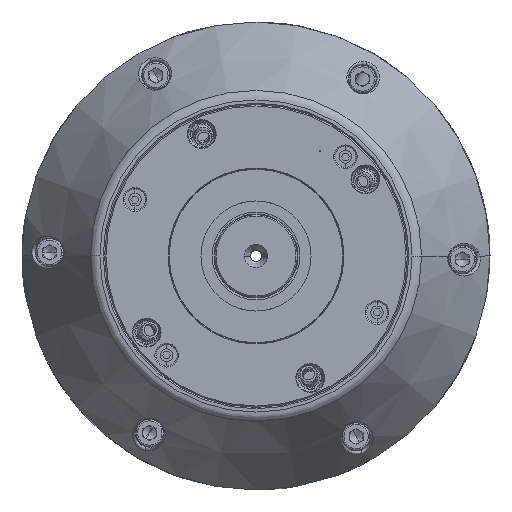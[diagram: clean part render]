
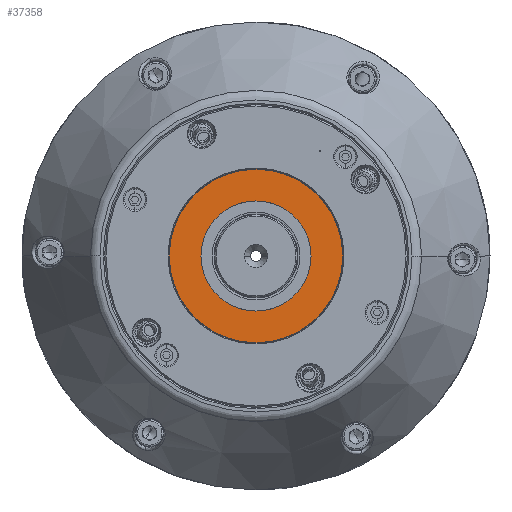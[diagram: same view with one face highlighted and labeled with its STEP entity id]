
A CAD part, left-side view. The second image highlights one B-rep face of the part: STEP entity #37358.
In plain terms, the highlighted planar face has unit normal (-1, 0, 0).
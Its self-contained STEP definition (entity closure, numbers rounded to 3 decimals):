
#639 = CARTESIAN_POINT ( 'NONE',  ( 51., 0., 0. ) ) ;
#641 = DIRECTION ( 'NONE',  ( -1., 0., 0. ) ) ;
#807 = DIRECTION ( 'NONE',  ( 0., 0., 1. ) ) ;
#929 = DIRECTION ( 'NONE',  ( 0., 0., 1. ) ) ;
#1005 = DIRECTION ( 'NONE',  ( -1., 0., 0. ) ) ;
#1031 = CARTESIAN_POINT ( 'NONE',  ( 51., 0., 0. ) ) ;
#5300 = FACE_BOUND ( 'NONE', #17637, .T. ) ;
#5307 = FACE_OUTER_BOUND ( 'NONE', #17673, .T. ) ;
#6625 = EDGE_CURVE ( 'NONE', #28630, #27752, #39194, .T. ) ;
#6628 = EDGE_CURVE ( 'NONE', #28653, #28632, #39202, .T. ) ;
#6641 = EDGE_CURVE ( 'NONE', #28632, #28653, #39236, .T. ) ;
#6655 = EDGE_CURVE ( 'NONE', #27752, #28630, #39129, .T. ) ;
#11982 = CARTESIAN_POINT ( 'NONE',  ( 51., 0., 31.5 ) ) ;
#12576 = CARTESIAN_POINT ( 'NONE',  ( 51., 0., -31.5 ) ) ;
#12578 = CARTESIAN_POINT ( 'NONE',  ( 51., 0., -20. ) ) ;
#12599 = CARTESIAN_POINT ( 'NONE',  ( 51., 0., 20. ) ) ;
#17637 = EDGE_LOOP ( 'NONE', ( #41247, #41339 ) ) ;
#17673 = EDGE_LOOP ( 'NONE', ( #41143, #41303 ) ) ;
#24608 = AXIS2_PLACEMENT_3D ( 'NONE', #36224, #36229, #36230 ) ;
#27497 = AXIS2_PLACEMENT_3D ( 'NONE', #639, #641, #929 ) ;
#27514 = AXIS2_PLACEMENT_3D ( 'NONE', #34369, #34629, #34222 ) ;
#27520 = AXIS2_PLACEMENT_3D ( 'NONE', #35068, #35069, #35071 ) ;
#27556 = AXIS2_PLACEMENT_3D ( 'NONE', #1031, #1005, #807 ) ;
#27752 = VERTEX_POINT ( 'NONE', #11982 ) ;
#28630 = VERTEX_POINT ( 'NONE', #12576 ) ;
#28632 = VERTEX_POINT ( 'NONE', #12578 ) ;
#28653 = VERTEX_POINT ( 'NONE', #12599 ) ;
#34222 = DIRECTION ( 'NONE',  ( 0., 0., 1. ) ) ;
#34369 = CARTESIAN_POINT ( 'NONE',  ( 51., 0., 0. ) ) ;
#34629 = DIRECTION ( 'NONE',  ( -1., 0., 0. ) ) ;
#35068 = CARTESIAN_POINT ( 'NONE',  ( 51., 0., 0. ) ) ;
#35069 = DIRECTION ( 'NONE',  ( -1., 0., 0. ) ) ;
#35071 = DIRECTION ( 'NONE',  ( 0., 0., 1. ) ) ;
#36224 = CARTESIAN_POINT ( 'NONE',  ( 51., 31.5, 0. ) ) ;
#36227 = PLANE ( 'NONE',  #24608 ) ;
#36229 = DIRECTION ( 'NONE',  ( 1., 0., 0. ) ) ;
#36230 = DIRECTION ( 'NONE',  ( 0., 0., -1. ) ) ;
#37358 = ADVANCED_FACE ( 'NONE', ( #5300, #5307 ), #36227, .F. ) ;
#39129 = CIRCLE ( 'NONE', #27556, 31.5 ) ;
#39194 = CIRCLE ( 'NONE', #27520, 31.5 ) ;
#39202 = CIRCLE ( 'NONE', #27514, 20. ) ;
#39236 = CIRCLE ( 'NONE', #27497, 20. ) ;
#41143 = ORIENTED_EDGE ( 'NONE', *, *, #6655, .T. ) ;
#41247 = ORIENTED_EDGE ( 'NONE', *, *, #6628, .F. ) ;
#41303 = ORIENTED_EDGE ( 'NONE', *, *, #6625, .T. ) ;
#41339 = ORIENTED_EDGE ( 'NONE', *, *, #6641, .F. ) ;
